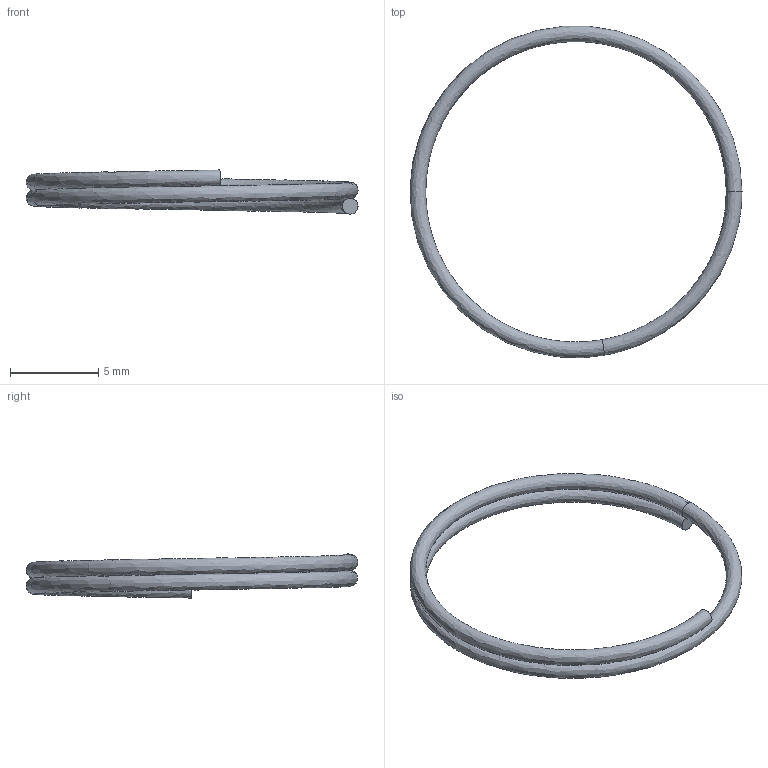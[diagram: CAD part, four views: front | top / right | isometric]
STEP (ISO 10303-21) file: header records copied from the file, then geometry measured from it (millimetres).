
FILE_DESCRIPTION(('FreeCAD Model'),'2;1');
FILE_NAME('key-ring-18_9mm.step','2015-02-15T09:43:22',('Author'),(''), 'Open CASCADE STEP processor 6.7','FreeCAD','Unknown');
FILE_SCHEMA(('AUTOMOTIVE_DESIGN_CC2 { 1 2 10303 214 -1 1 5 4 }'));
Length unit declared in the file: millimetre
Products named in the file (1): key-ring-model-1
Bounding box: 18.8 x 18.77 x 2.5 mm (x, y, z)
Volume: 63.6 mm3; surface area: 284 mm2
Topology: 1 solids, 1 shells, 4 faces, 5 edges, 3 vertices
Faces by surface type: bspline 2, plane 2
Entity records: 439 total; most frequent: CARTESIAN_POINT 330, ORIENTED_EDGE 10, PCURVE 10, DEFINITIONAL_REPRESENTATION 10, DIRECTION 9, B_SPLINE_CURVE_WITH_KNOTS 9, EDGE_CURVE 5, ADVANCED_FACE 4
